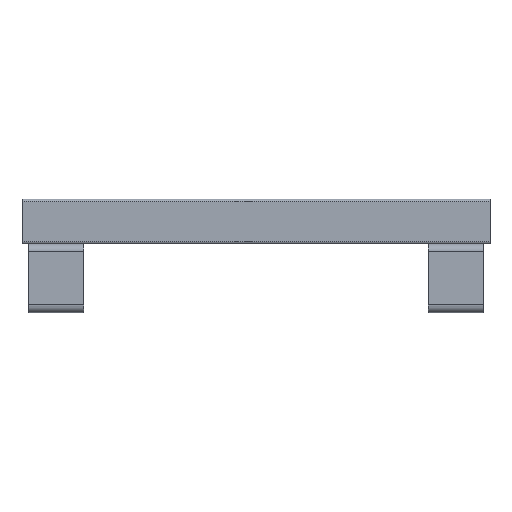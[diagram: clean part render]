
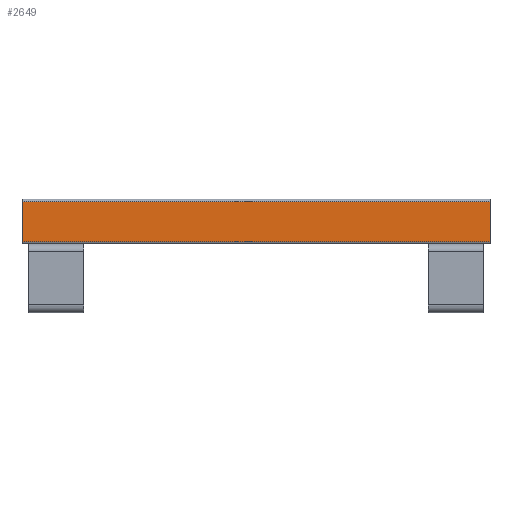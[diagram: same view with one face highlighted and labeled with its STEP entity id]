
A CAD part, left-side view. The second image highlights one B-rep face of the part: STEP entity #2649.
In plain terms, the highlighted planar face has unit normal (-1, 0, 0).
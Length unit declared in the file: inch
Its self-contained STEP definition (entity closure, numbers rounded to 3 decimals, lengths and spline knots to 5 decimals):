
#102 = VECTOR ( 'NONE', #1377, 39.37008 ) ;
#244 = CARTESIAN_POINT ( 'NONE',  ( -0.4065, 0., 0.813 ) ) ;
#359 = LINE ( 'NONE', #2624, #1039 ) ;
#373 = DIRECTION ( 'NONE',  ( 0., 0., 1. ) ) ;
#541 = ORIENTED_EDGE ( 'NONE', *, *, #862, .T. ) ;
#714 = CARTESIAN_POINT ( 'NONE',  ( -0.4065, 0., 0.043 ) ) ;
#715 = VERTEX_POINT ( 'NONE', #780 ) ;
#780 = CARTESIAN_POINT ( 'NONE',  ( -0.4065, 8.5, 0.77 ) ) ;
#851 = CARTESIAN_POINT ( 'NONE',  ( -0.4065, 8.5, 0.043 ) ) ;
#862 = EDGE_CURVE ( 'NONE', #1955, #715, #1672, .T. ) ;
#921 = AXIS2_PLACEMENT_3D ( 'NONE', #2292, #2521, #373 ) ;
#1039 = VECTOR ( 'NONE', #1399, 39.37008 ) ;
#1052 = ORIENTED_EDGE ( 'NONE', *, *, #1206, .F. ) ;
#1067 = EDGE_CURVE ( 'NONE', #1775, #2797, #1970, .T. ) ;
#1127 = EDGE_CURVE ( 'NONE', #715, #2797, #359, .T. ) ;
#1206 = EDGE_CURVE ( 'NONE', #1955, #1775, #1401, .T. ) ;
#1326 = VECTOR ( 'NONE', #2132, 39.37008 ) ;
#1377 = DIRECTION ( 'NONE',  ( 0., 1., 0. ) ) ;
#1399 = DIRECTION ( 'NONE',  ( 0., 0., -1. ) ) ;
#1401 = LINE ( 'NONE', #244, #1545 ) ;
#1429 = FACE_OUTER_BOUND ( 'NONE', #1571, .T. ) ;
#1469 = DIRECTION ( 'NONE',  ( 0., 0., -1. ) ) ;
#1473 = ORIENTED_EDGE ( 'NONE', *, *, #1067, .F. ) ;
#1545 = VECTOR ( 'NONE', #1469, 39.37008 ) ;
#1571 = EDGE_LOOP ( 'NONE', ( #1052, #541, #2198, #1473 ) ) ;
#1672 = LINE ( 'NONE', #2342, #102 ) ;
#1775 = VERTEX_POINT ( 'NONE', #2917 ) ;
#1883 = CARTESIAN_POINT ( 'NONE',  ( -0.4065, 0., 0.77 ) ) ;
#1955 = VERTEX_POINT ( 'NONE', #1883 ) ;
#1970 = LINE ( 'NONE', #714, #1326 ) ;
#2132 = DIRECTION ( 'NONE',  ( 0., 1., 0. ) ) ;
#2198 = ORIENTED_EDGE ( 'NONE', *, *, #1127, .T. ) ;
#2292 = CARTESIAN_POINT ( 'NONE',  ( -0.4065, 0., 0.813 ) ) ;
#2342 = CARTESIAN_POINT ( 'NONE',  ( -0.4065, 0., 0.77 ) ) ;
#2521 = DIRECTION ( 'NONE',  ( -1., 0., 0. ) ) ;
#2624 = CARTESIAN_POINT ( 'NONE',  ( -0.4065, 8.5, 0.813 ) ) ;
#2649 = ADVANCED_FACE ( 'NONE', ( #1429 ), #2674, .T. ) ;
#2674 = PLANE ( 'NONE',  #921 ) ;
#2797 = VERTEX_POINT ( 'NONE', #851 ) ;
#2917 = CARTESIAN_POINT ( 'NONE',  ( -0.4065, 0., 0.043 ) ) ;
